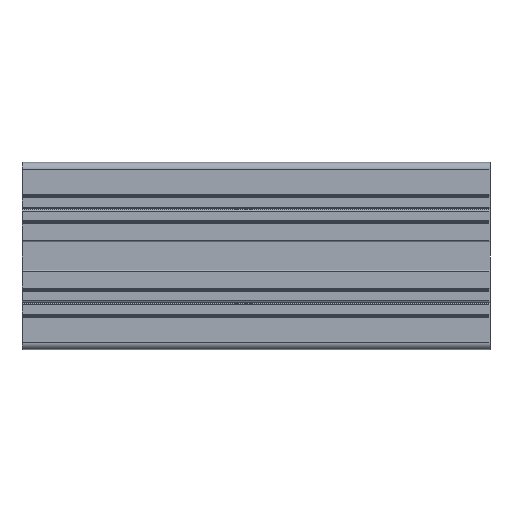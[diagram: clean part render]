
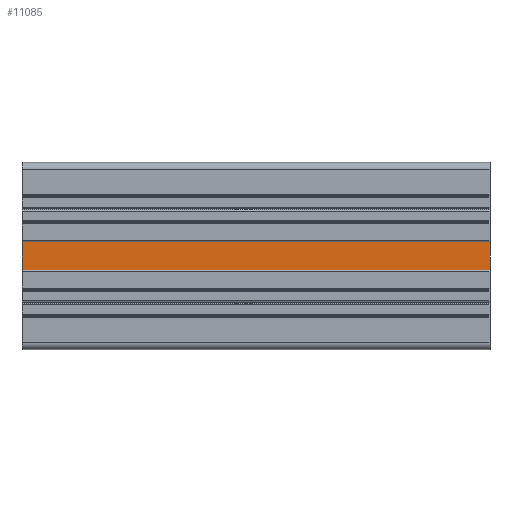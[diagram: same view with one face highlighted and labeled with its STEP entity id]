
A CAD part, left-side view. The second image highlights one B-rep face of the part: STEP entity #11085.
In plain terms, the highlighted planar face has unit normal (-1, 0, 0).
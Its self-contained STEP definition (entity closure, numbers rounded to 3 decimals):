
#140 = VECTOR ( 'NONE', #3576, 1000. ) ;
#877 = LINE ( 'NONE', #4452, #17960 ) ;
#999 = VERTEX_POINT ( 'NONE', #2430 ) ;
#1010 = DIRECTION ( 'NONE',  ( 0., 0., 1. ) ) ;
#1292 = EDGE_CURVE ( 'NONE', #999, #10911, #14682, .T. ) ;
#1595 = CARTESIAN_POINT ( 'NONE',  ( -39., 0., 6. ) ) ;
#1670 = EDGE_CURVE ( 'NONE', #10911, #7009, #11946, .T. ) ;
#2430 = CARTESIAN_POINT ( 'NONE',  ( -39., 200., -6. ) ) ;
#2503 = DIRECTION ( 'NONE',  ( -1., 0., 0. ) ) ;
#2532 = CARTESIAN_POINT ( 'NONE',  ( -39., 200., 6. ) ) ;
#2896 = ORIENTED_EDGE ( 'NONE', *, *, #13131, .F. ) ;
#3071 = DIRECTION ( 'NONE',  ( 0., -1., 0. ) ) ;
#3576 = DIRECTION ( 'NONE',  ( 0., 0., 1. ) ) ;
#4452 = CARTESIAN_POINT ( 'NONE',  ( -39., 0., 6. ) ) ;
#5282 = ORIENTED_EDGE ( 'NONE', *, *, #1292, .T. ) ;
#5603 = VECTOR ( 'NONE', #6089, 1000. ) ;
#5872 = AXIS2_PLACEMENT_3D ( 'NONE', #12094, #2503, #1010 ) ;
#6089 = DIRECTION ( 'NONE',  ( 0., 0., 1. ) ) ;
#7009 = VERTEX_POINT ( 'NONE', #1595 ) ;
#7035 = FACE_OUTER_BOUND ( 'NONE', #18884, .T. ) ;
#9160 = DIRECTION ( 'NONE',  ( 0., 1., 0. ) ) ;
#9560 = CARTESIAN_POINT ( 'NONE',  ( -39., 0., -6. ) ) ;
#9915 = VERTEX_POINT ( 'NONE', #2532 ) ;
#10911 = VERTEX_POINT ( 'NONE', #14737 ) ;
#11085 = ADVANCED_FACE ( 'NONE', ( #7035 ), #19802, .T. ) ;
#11345 = ORIENTED_EDGE ( 'NONE', *, *, #12690, .T. ) ;
#11946 = LINE ( 'NONE', #15409, #5603 ) ;
#12094 = CARTESIAN_POINT ( 'NONE',  ( -39., 0., -6. ) ) ;
#12690 = EDGE_CURVE ( 'NONE', #7009, #9915, #877, .T. ) ;
#13131 = EDGE_CURVE ( 'NONE', #999, #9915, #17714, .T. ) ;
#14682 = LINE ( 'NONE', #9560, #19831 ) ;
#14737 = CARTESIAN_POINT ( 'NONE',  ( -39., 0., -6. ) ) ;
#15409 = CARTESIAN_POINT ( 'NONE',  ( -39., 0., -6. ) ) ;
#17008 = ORIENTED_EDGE ( 'NONE', *, *, #1670, .T. ) ;
#17714 = LINE ( 'NONE', #17865, #140 ) ;
#17865 = CARTESIAN_POINT ( 'NONE',  ( -39., 200., 0. ) ) ;
#17960 = VECTOR ( 'NONE', #9160, 1000. ) ;
#18884 = EDGE_LOOP ( 'NONE', ( #17008, #11345, #2896, #5282 ) ) ;
#19802 = PLANE ( 'NONE',  #5872 ) ;
#19831 = VECTOR ( 'NONE', #3071, 1000. ) ;
